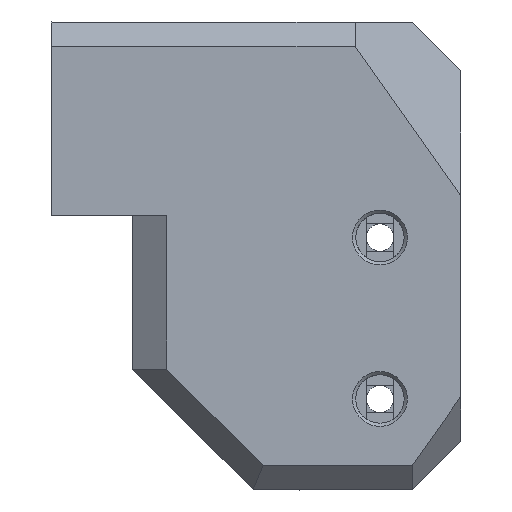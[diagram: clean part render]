
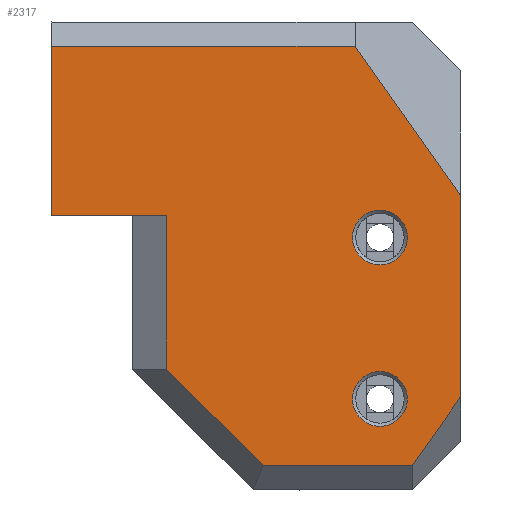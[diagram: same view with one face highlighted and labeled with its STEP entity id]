
A CAD part, top view. The second image highlights one B-rep face of the part: STEP entity #2317.
In plain terms, the highlighted planar face has unit normal (0, 0, 1).
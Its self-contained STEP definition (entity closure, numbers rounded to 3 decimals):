
#65=FACE_BOUND('',#376,.T.);
#66=FACE_BOUND('',#377,.T.);
#128=CIRCLE('',#2504,3.4);
#129=CIRCLE('',#2519,3.4);
#241=FACE_OUTER_BOUND('',#375,.T.);
#375=EDGE_LOOP('',(#1998,#1999,#2000,#2001,#2002,#2003,#2004,#2005,#2006));
#376=EDGE_LOOP('',(#2007));
#377=EDGE_LOOP('',(#2008));
#483=LINE('',#3448,#741);
#486=LINE('',#3454,#744);
#488=LINE('',#3461,#746);
#558=LINE('',#3609,#816);
#566=LINE('',#3623,#824);
#597=LINE('',#3704,#855);
#626=LINE('',#3786,#884);
#627=LINE('',#3788,#885);
#628=LINE('',#3789,#886);
#741=VECTOR('',#2791,10.);
#744=VECTOR('',#2796,10.);
#746=VECTOR('',#2802,10.);
#816=VECTOR('',#2912,10.);
#824=VECTOR('',#2922,10.);
#855=VECTOR('',#3015,10.);
#884=VECTOR('',#3102,10.);
#885=VECTOR('',#3103,10.);
#886=VECTOR('',#3104,10.);
#993=VERTEX_POINT('',#3439);
#997=VERTEX_POINT('',#3446);
#999=VERTEX_POINT('',#3452);
#1002=VERTEX_POINT('',#3460);
#1058=VERTEX_POINT('',#3605);
#1060=VERTEX_POINT('',#3608);
#1065=VERTEX_POINT('',#3621);
#1099=VERTEX_POINT('',#3740);
#1108=VERTEX_POINT('',#3785);
#1109=VERTEX_POINT('',#3787);
#1110=VERTEX_POINT('',#3790);
#1248=EDGE_CURVE('',#993,#997,#483,.T.);
#1251=EDGE_CURVE('',#999,#997,#486,.T.);
#1254=EDGE_CURVE('',#1002,#993,#488,.F.);
#1327=EDGE_CURVE('',#1060,#1058,#558,.F.);
#1335=EDGE_CURVE('',#1065,#1058,#566,.T.);
#1377=EDGE_CURVE('',#1002,#1065,#597,.T.);
#1396=EDGE_CURVE('',#1099,#1099,#128,.T.);
#1417=EDGE_CURVE('',#999,#1108,#626,.T.);
#1418=EDGE_CURVE('',#1109,#1108,#627,.T.);
#1419=EDGE_CURVE('',#1060,#1109,#628,.T.);
#1420=EDGE_CURVE('',#1110,#1110,#129,.T.);
#1998=ORIENTED_EDGE('',*,*,#1248,.T.);
#1999=ORIENTED_EDGE('',*,*,#1251,.F.);
#2000=ORIENTED_EDGE('',*,*,#1417,.T.);
#2001=ORIENTED_EDGE('',*,*,#1418,.F.);
#2002=ORIENTED_EDGE('',*,*,#1419,.F.);
#2003=ORIENTED_EDGE('',*,*,#1327,.T.);
#2004=ORIENTED_EDGE('',*,*,#1335,.F.);
#2005=ORIENTED_EDGE('',*,*,#1377,.F.);
#2006=ORIENTED_EDGE('',*,*,#1254,.T.);
#2007=ORIENTED_EDGE('',*,*,#1396,.F.);
#2008=ORIENTED_EDGE('',*,*,#1420,.F.);
#2196=PLANE('',#2518);
#2317=ADVANCED_FACE('',(#241,#65,#66),#2196,.F.);
#2504=AXIS2_PLACEMENT_3D('',#3742,#3052,#3053);
#2518=AXIS2_PLACEMENT_3D('',#3784,#3100,#3101);
#2519=AXIS2_PLACEMENT_3D('',#3791,#3105,#3106);
#2791=DIRECTION('',(1.,0.,0.));
#2796=DIRECTION('',(0.,1.,0.));
#2802=DIRECTION('',(0.,1.,0.));
#2912=DIRECTION('',(0.,-1.,0.));
#2922=DIRECTION('',(0.577,-0.816,0.));
#3015=DIRECTION('',(1.,0.,0.));
#3052=DIRECTION('center_axis',(0.,0.,
1.));
#3053=DIRECTION('ref_axis',(-1.,0.,0.));
#3100=DIRECTION('center_axis',(0.,0.,
-1.));
#3101=DIRECTION('ref_axis',(1.,0.,0.));
#3102=DIRECTION('',(0.707,-0.707,0.));
#3103=DIRECTION('',(-1.,0.,0.));
#3104=DIRECTION('',(-0.577,-0.816,0.));
#3105=DIRECTION('center_axis',(0.,0.,
1.));
#3106=DIRECTION('ref_axis',(-1.,0.,0.));
#3439=CARTESIAN_POINT('',(-46.496,247.24,-1.588));
#3446=CARTESIAN_POINT('',(-32.186,247.24,-1.588));
#3448=CARTESIAN_POINT('',(-24.356,247.24,-1.588));
#3452=CARTESIAN_POINT('',(-32.186,228.24,-1.588));
#3454=CARTESIAN_POINT('',(-32.186,228.24,-1.588));
#3460=CARTESIAN_POINT('',(-46.496,268.24,-1.588));
#3461=CARTESIAN_POINT('',(-46.496,239.497,-1.588));
#3605=CARTESIAN_POINT('',(4.214,249.754,-1.588));
#3608=CARTESIAN_POINT('',(4.214,224.792,-1.588));
#3609=CARTESIAN_POINT('',(4.214,235.99,-1.588));
#3621=CARTESIAN_POINT('',(-8.857,268.24,-1.588));
#3623=CARTESIAN_POINT('',(-3.54,260.721,-1.588));
#3704=CARTESIAN_POINT('',(-32.053,268.24,-1.588));
#3740=CARTESIAN_POINT('',(-2.386,244.54,-1.588));
#3742=CARTESIAN_POINT('Origin',(-5.786,244.54,-1.588));
#3784=CARTESIAN_POINT('Origin',(-31.572,232.24,-1.588));
#3785=CARTESIAN_POINT('',(-20.253,216.307,-1.588));
#3786=CARTESIAN_POINT('',(-31.127,227.18,-1.588));
#3787=CARTESIAN_POINT('',(-1.786,216.307,-1.588));
#3788=CARTESIAN_POINT('',(-31.572,216.307,-1.588));
#3789=CARTESIAN_POINT('',(-1.498,216.714,-1.588));
#3790=CARTESIAN_POINT('',(-2.386,224.54,-1.588));
#3791=CARTESIAN_POINT('Origin',(-5.786,224.54,-1.588));
